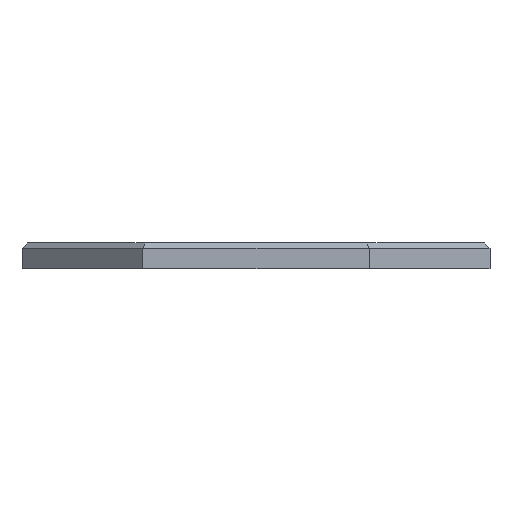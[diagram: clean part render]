
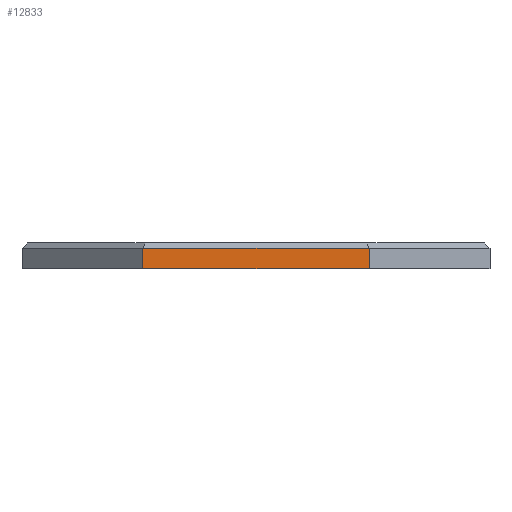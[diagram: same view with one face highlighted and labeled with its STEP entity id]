
A CAD part, left-side view. The second image highlights one B-rep face of the part: STEP entity #12833.
In plain terms, the highlighted planar face has unit normal (-1, 0, 0).
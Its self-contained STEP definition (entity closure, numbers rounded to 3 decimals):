
#12806=AXIS2_PLACEMENT_3D('Plane Axis2P3D',#12803,#12804,#12805) ;
#12781=CARTESIAN_POINT('Vertex',(-90.,43.492,8.)) ;
#12788=CARTESIAN_POINT('Vertex',(-90.,43.492,0.)) ;
#12791=CARTESIAN_POINT('Line Origine',(-90.,43.492,4.)) ;
#12803=CARTESIAN_POINT('Axis2P3D Location',(-90.,-43.492,0.)) ;
#12808=CARTESIAN_POINT('Line Origine',(-90.,0.,8.)) ;
#12812=CARTESIAN_POINT('Vertex',(-90.,-43.492,8.)) ;
#12815=CARTESIAN_POINT('Line Origine',(-90.,0.,0.)) ;
#12819=CARTESIAN_POINT('Vertex',(-90.,-43.492,0.)) ;
#12822=CARTESIAN_POINT('Line Origine',(-90.,-43.492,4.)) ;
#12792=DIRECTION('Vector Direction',(0.,0.,1.)) ;
#12804=DIRECTION('Axis2P3D Direction',(1.,0.,0.)) ;
#12805=DIRECTION('Axis2P3D XDirection',(0.,1.,0.)) ;
#12809=DIRECTION('Vector Direction',(0.,1.,0.)) ;
#12816=DIRECTION('Vector Direction',(0.,1.,0.)) ;
#12823=DIRECTION('Vector Direction',(0.,0.,1.)) ;
#12793=VECTOR('Line Direction',#12792,1.) ;
#12810=VECTOR('Line Direction',#12809,1.) ;
#12817=VECTOR('Line Direction',#12816,1.) ;
#12824=VECTOR('Line Direction',#12823,1.) ;
#12828=ORIENTED_EDGE('',*,*,#12814,.F.) ;
#12829=ORIENTED_EDGE('',*,*,#12795,.F.) ;
#12830=ORIENTED_EDGE('',*,*,#12821,.T.) ;
#12831=ORIENTED_EDGE('',*,*,#12826,.T.) ;
#12833=ADVANCED_FACE('PartBody',(#12832),#12807,.F.) ;
#12795=EDGE_CURVE('',#12789,#12782,#12794,.T.) ;
#12814=EDGE_CURVE('',#12782,#12813,#12811,.F.) ;
#12821=EDGE_CURVE('',#12789,#12820,#12818,.F.) ;
#12826=EDGE_CURVE('',#12820,#12813,#12825,.T.) ;
#12827=EDGE_LOOP('',(#12828,#12829,#12830,#12831)) ;
#12832=FACE_OUTER_BOUND('',#12827,.T.) ;
#12794=LINE('Line',#12791,#12793) ;
#12811=LINE('Line',#12808,#12810) ;
#12818=LINE('Line',#12815,#12817) ;
#12825=LINE('Line',#12822,#12824) ;
#12807=PLANE('',#12806) ;
#12782=VERTEX_POINT('',#12781) ;
#12789=VERTEX_POINT('',#12788) ;
#12813=VERTEX_POINT('',#12812) ;
#12820=VERTEX_POINT('',#12819) ;
